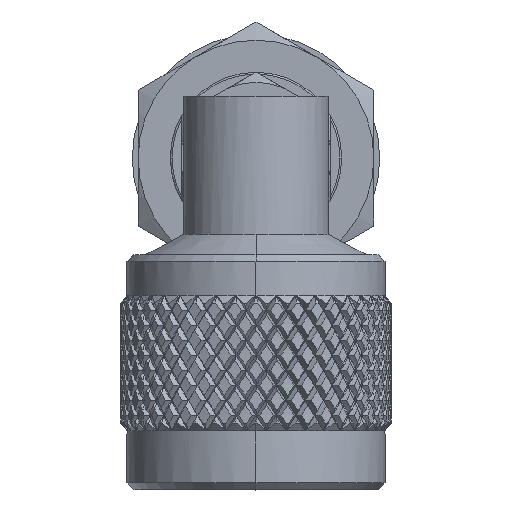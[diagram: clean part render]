
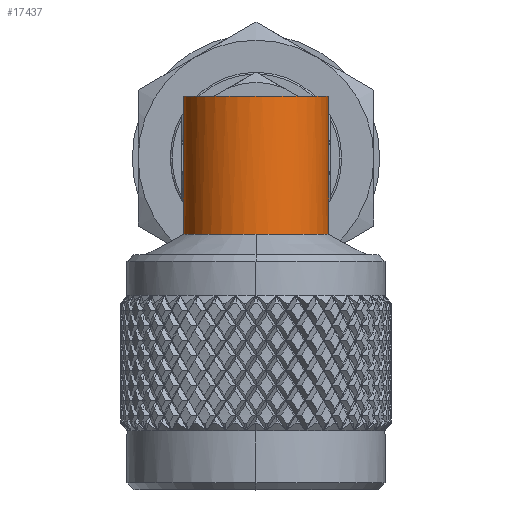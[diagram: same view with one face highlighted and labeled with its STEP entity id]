
A CAD part, top view. The second image highlights one B-rep face of the part: STEP entity #17437.
In plain terms, the highlighted cylindrical face has radius 5.395 mm (diameter 10.79 mm), a partial arc.
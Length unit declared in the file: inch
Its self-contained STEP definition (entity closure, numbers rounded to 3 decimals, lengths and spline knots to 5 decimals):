
#461 = CIRCLE ( 'NONE', #26393, 0.21241 ) ;
#803 = CARTESIAN_POINT ( 'NONE',  ( 0.46208, 0., 0. ) ) ;
#3046 = EDGE_CURVE ( 'NONE', #35821, #43465, #74275, .T. ) ;
#3442 = CARTESIAN_POINT ( 'NONE',  ( 0.46208, -0.13037, 0.16769 ) ) ;
#3811 = VERTEX_POINT ( 'NONE', #17428 ) ;
#7167 = CYLINDRICAL_SURFACE ( 'NONE', #16520, 0.21241 ) ;
#16520 = AXIS2_PLACEMENT_3D ( 'NONE', #47371, #91502, #74241 ) ;
#17322 = ORIENTED_EDGE ( 'NONE', *, *, #108483, .F. ) ;
#17428 = CARTESIAN_POINT ( 'NONE',  ( 0.05962, 0., -0.21241 ) ) ;
#17437 = ADVANCED_FACE ( 'NONE', ( #29076 ), #7167, .T. ) ;
#22229 = EDGE_CURVE ( 'NONE', #43465, #103496, #36240, .T. ) ;
#24880 = AXIS2_PLACEMENT_3D ( 'NONE', #104802, #42957, #77529 ) ;
#25655 = EDGE_CURVE ( 'NONE', #45295, #103496, #34450, .T. ) ;
#26393 = AXIS2_PLACEMENT_3D ( 'NONE', #79363, #80519, #105854 ) ;
#29076 = FACE_OUTER_BOUND ( 'NONE', #40846, .T. ) ;
#34450 = LINE ( 'NONE', #51091, #56400 ) ;
#35821 = VERTEX_POINT ( 'NONE', #87791 ) ;
#35837 = CIRCLE ( 'NONE', #24880, 0.21241 ) ;
#36240 = CIRCLE ( 'NONE', #52298, 0.21241 ) ;
#36625 = ORIENTED_EDGE ( 'NONE', *, *, #3046, .T. ) ;
#39304 = EDGE_CURVE ( 'NONE', #35821, #3811, #461, .T. ) ;
#40846 = EDGE_LOOP ( 'NONE', ( #86340, #81950, #17322, #61451, #36625 ) ) ;
#42957 = DIRECTION ( 'NONE',  ( -1., 0., 0. ) ) ;
#43465 = VERTEX_POINT ( 'NONE', #81567 ) ;
#45295 = VERTEX_POINT ( 'NONE', #47599 ) ;
#47371 = CARTESIAN_POINT ( 'NONE',  ( -5.70743, 0., 0. ) ) ;
#47599 = CARTESIAN_POINT ( 'NONE',  ( 0.05962, -0.13037, 0.16769 ) ) ;
#51091 = CARTESIAN_POINT ( 'NONE',  ( 0.05962, -0.13037, 0.16769 ) ) ;
#52298 = AXIS2_PLACEMENT_3D ( 'NONE', #803, #61852, #95960 ) ;
#56400 = VECTOR ( 'NONE', #70240, 39.37008 ) ;
#61451 = ORIENTED_EDGE ( 'NONE', *, *, #39304, .F. ) ;
#61852 = DIRECTION ( 'NONE',  ( -1., 0., 0. ) ) ;
#62529 = CARTESIAN_POINT ( 'NONE',  ( 0.05962, 0.13037, 0.16769 ) ) ;
#70240 = DIRECTION ( 'NONE',  ( 1., 0., 0. ) ) ;
#74241 = DIRECTION ( 'NONE',  ( 0., 0., 1. ) ) ;
#74275 = LINE ( 'NONE', #62529, #94836 ) ;
#77529 = DIRECTION ( 'NONE',  ( 0., 0., 1. ) ) ;
#79363 = CARTESIAN_POINT ( 'NONE',  ( 0.05962, 0., 0. ) ) ;
#80519 = DIRECTION ( 'NONE',  ( -1., 0., 0. ) ) ;
#81567 = CARTESIAN_POINT ( 'NONE',  ( 0.46208, 0.13037, 0.16769 ) ) ;
#81950 = ORIENTED_EDGE ( 'NONE', *, *, #25655, .F. ) ;
#86340 = ORIENTED_EDGE ( 'NONE', *, *, #22229, .T. ) ;
#87791 = CARTESIAN_POINT ( 'NONE',  ( 0.05962, 0.13037, 0.16769 ) ) ;
#88556 = DIRECTION ( 'NONE',  ( 1., 0., 0. ) ) ;
#91502 = DIRECTION ( 'NONE',  ( -1., 0., 0. ) ) ;
#94836 = VECTOR ( 'NONE', #88556, 39.37008 ) ;
#95960 = DIRECTION ( 'NONE',  ( 0., 0., 1. ) ) ;
#103496 = VERTEX_POINT ( 'NONE', #3442 ) ;
#104802 = CARTESIAN_POINT ( 'NONE',  ( 0.05962, 0., 0. ) ) ;
#105854 = DIRECTION ( 'NONE',  ( 0., 0., 1. ) ) ;
#108483 = EDGE_CURVE ( 'NONE', #3811, #45295, #35837, .T. ) ;
